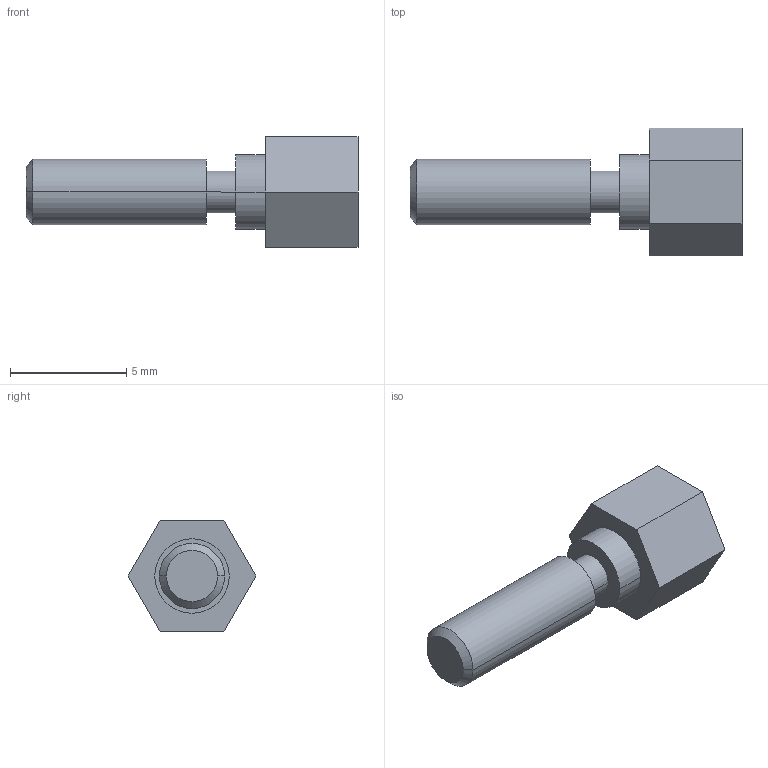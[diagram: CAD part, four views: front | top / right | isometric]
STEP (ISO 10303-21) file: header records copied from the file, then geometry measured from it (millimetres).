
FILE_DESCRIPTION((''),'2;1');
FILE_NAME('TYCO_749087-2_h.stp','2013-09-10T14:12:53',(''),(''),'Mechanical Desktop 2011','Mechanical Desktop 2011',', , ');
FILE_SCHEMA(('AUTOMOTIVE_DESIGN { 1 2 10303 214 1 1 1 1 }'));
Length unit declared in the file: millimetre
Products named in the file (1): Product
Bounding box: 14.27 x 5.48 x 4.75 mm (x, y, z)
Volume: 122.3 mm3; surface area: 236.4 mm2
Topology: 3 solids, 3 shells, 27 faces, 56 edges, 35 vertices
Faces by surface type: plane 13, cylinder 8, cone 6
Entity records: 749 total; most frequent: DIRECTION 132, CARTESIAN_POINT 117, ORIENTED_EDGE 108, EDGE_CURVE 54, AXIS2_PLACEMENT_3D 50, VERTEX_POINT 35, VECTOR 32, LINE 32
